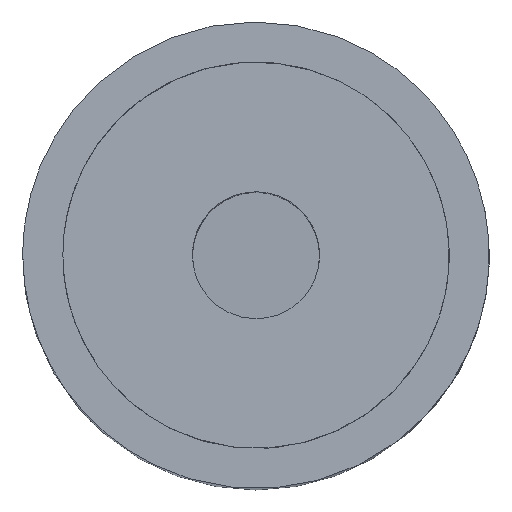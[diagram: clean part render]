
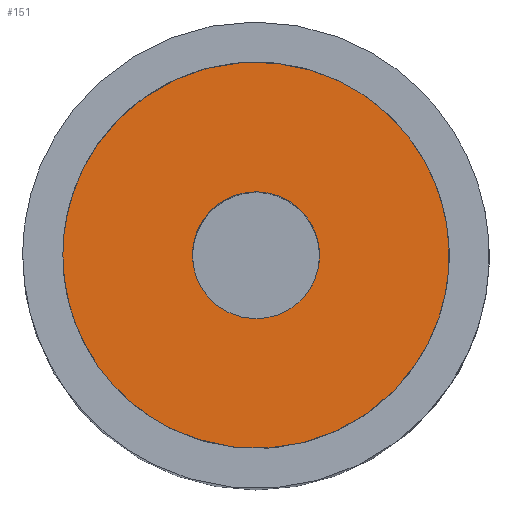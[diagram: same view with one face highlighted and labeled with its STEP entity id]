
A CAD part, top view. The second image highlights one B-rep face of the part: STEP entity #151.
In plain terms, the highlighted planar face has unit normal (0.708, 0, 0.706).
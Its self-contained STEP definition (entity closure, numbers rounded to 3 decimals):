
#18=FACE_BOUND('',#54,.T.);
#28=PLANE('',#184);
#39=FACE_OUTER_BOUND('',#53,.T.);
#53=EDGE_LOOP('',(#134));
#54=EDGE_LOOP('',(#135));
#69=ELLIPSE('',#167,6.727,4.75);
#71=ELLIPSE('',#172,20.465,14.45);
#73=VERTEX_POINT('',#232);
#76=VERTEX_POINT('',#241);
#85=EDGE_CURVE('',#73,#73,#69,.T.);
#90=EDGE_CURVE('',#76,#76,#71,.T.);
#134=ORIENTED_EDGE('',*,*,#90,.T.);
#135=ORIENTED_EDGE('',*,*,#85,.T.);
#151=ADVANCED_FACE('',(#39,#18),#28,.T.);
#167=AXIS2_PLACEMENT_3D('',#233,#189,#190);
#172=AXIS2_PLACEMENT_3D('',#243,#201,#202);
#184=AXIS2_PLACEMENT_3D('',#338,#228,#229);
#189=DIRECTION('center_axis',(-0.708,0.,
-0.706));
#190=DIRECTION('ref_axis',(0.706,0.,-0.708));
#201=DIRECTION('center_axis',(0.708,0.,0.706));
#202=DIRECTION('ref_axis',(0.706,0.,-0.708));
#228=DIRECTION('center_axis',(0.708,0.,0.706));
#229=DIRECTION('ref_axis',(0.706,0.,-0.708));
#232=CARTESIAN_POINT('',(0.,40.25,64.5));
#233=CARTESIAN_POINT('Origin',(0.,45.,64.5));
#241=CARTESIAN_POINT('',(-14.45,45.,78.991));
#243=CARTESIAN_POINT('Origin',(0.,45.,64.5));
#338=CARTESIAN_POINT('Origin',(-1.25,45.,65.754));
